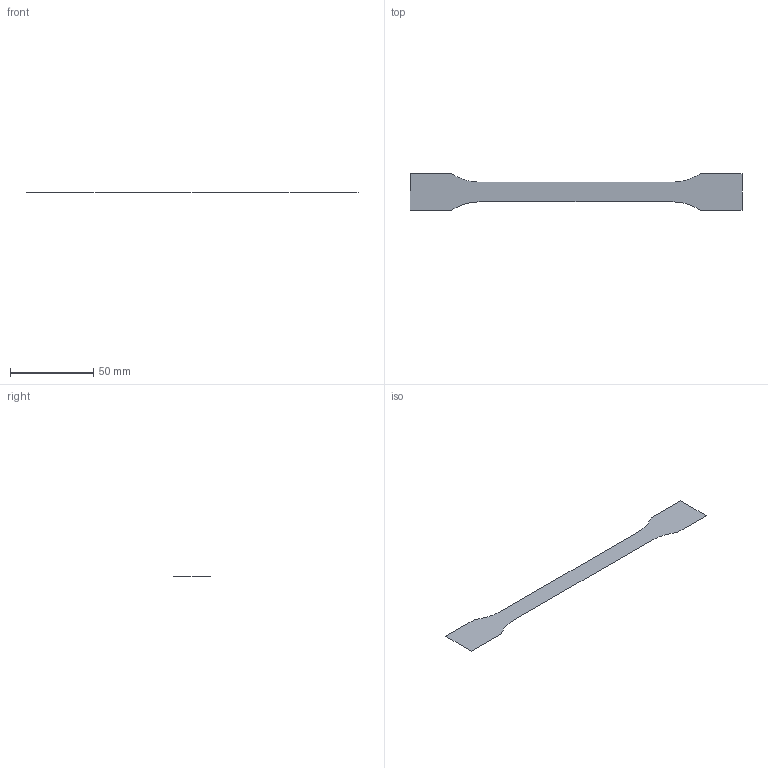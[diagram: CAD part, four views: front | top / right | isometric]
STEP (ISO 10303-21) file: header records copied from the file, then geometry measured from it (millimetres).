
FILE_DESCRIPTION(('CAx-IF Rec.Pracs.---Model Styling and Organization---1.2---2011-12-15','CAx-IF Rec.Pracs.---Geometric and Assembly Validation Properties---4.3---2015-07-16','CAx-IF Rec.Pracs.---Representation and Presentation of Product Manufacturing Information (PMI)---4.0.3---2016-08-25'),'2;1');
FILE_NAME('tensile_test_coupon.step','2022-09-09T10:57:30+01:00',(' '),(''),'HyperWorksVersion-2022.1.0.31','3D_Kernel_IO2022 SP1 by CT CoreTechnologie',' ');
FILE_SCHEMA(('AP203_CONFIGURATION_CONTROLLED_3D_DESIGN_OF_MECHANICAL_PARTS_AND_ASSEMBLIES_MIM_LF'));
Length unit declared in the file: millimetre
Products named in the file (2): tensile_LAW36_BIQUAD_0000.rad; Tensile_coupon
Assembly tree (1 placements, depth 2):
  tensile_LAW36_BIQUAD_0000.rad
    Tensile_coupon
Bounding box: 200 x 22 x 0 mm (x, y, z)
Surface area: 3006.9 mm2 (no closed solid volume)
Topology: 0 solids, 1 shells, 1 faces, 22 edges, 22 vertices
Faces by surface type: plane 1
Entity records: 437 total; most frequent: CARTESIAN_POINT 245, VERTEX_POINT 22, EDGE_CURVE 22, ORIENTED_EDGE 22, DIRECTION 20, VECTOR 14, LINE 14, B_SPLINE_CURVE_WITH_KNOTS 8
